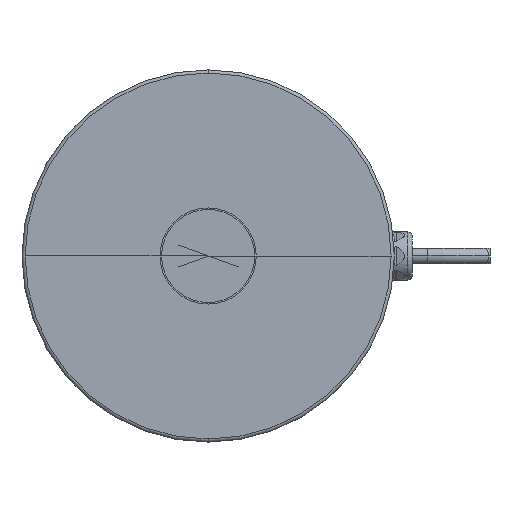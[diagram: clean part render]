
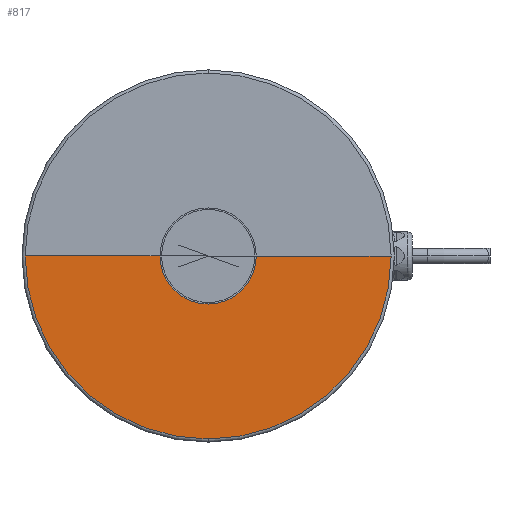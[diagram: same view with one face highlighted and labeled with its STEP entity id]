
A CAD part, front view. The second image highlights one B-rep face of the part: STEP entity #817.
In plain terms, the highlighted conical face has half-angle 89.999 degrees and reference radius 37.242 mm.
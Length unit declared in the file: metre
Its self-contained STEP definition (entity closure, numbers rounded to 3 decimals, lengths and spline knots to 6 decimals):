
#817=ADVANCED_FACE('20:566',(#1544),#1545,.F.);
#1544=FACE_OUTER_BOUND('',#2671,.T.);
#1545=CONICAL_SURFACE('',#2672,0.037242,1.571);
#2671=EDGE_LOOP('',(#7881,#7882,#7883,#7884,#7885));
#2672=AXIS2_PLACEMENT_3D('',#7886,#7887,#7888);
#7881=ORIENTED_EDGE('',*,*,#10333,.F.);
#7882=ORIENTED_EDGE('',*,*,#10334,.F.);
#7883=ORIENTED_EDGE('',*,*,#10330,.F.);
#7884=ORIENTED_EDGE('',*,*,#10335,.F.);
#7885=ORIENTED_EDGE('',*,*,#10336,.T.);
#7886=CARTESIAN_POINT('',(0.0,0.004,0.0));
#7887=DIRECTION('',(-0.0,-1.0,0.0));
#7888=DIRECTION('',(-1.0,0.0,0.0));
#10330=EDGE_CURVE('20:1687',#13342,#13344,#13345,.T.);
#10333=EDGE_CURVE('',#13348,#13349,#13350,.T.);
#10334=EDGE_CURVE('20:1687',#13344,#13348,#13351,.T.);
#10335=EDGE_CURVE('',#13352,#13342,#13353,.T.);
#10336=EDGE_CURVE('20:1684',#13352,#13349,#13354,.T.);
#13342=VERTEX_POINT('',#15285);
#13344=VERTEX_POINT('',#15287);
#13345=CIRCLE('',#15288,0.058984);
#13348=VERTEX_POINT('',#15291);
#13349=VERTEX_POINT('',#15292);
#13350=LINE('',#15293,#15294);
#13351=CIRCLE('',#15295,0.058984);
#13352=VERTEX_POINT('',#15296);
#13353=LINE('',#15297,#15298);
#13354=CIRCLE('',#15299,0.015499);
#15285=CARTESIAN_POINT('',(0.058984,0.004,0.));
#15287=CARTESIAN_POINT('',(0.,0.004,-0.058984));
#15288=AXIS2_PLACEMENT_3D('',#19708,#19709,#19710);
#15291=CARTESIAN_POINT('',(-0.058984,0.004,0.));
#15292=CARTESIAN_POINT('',(-0.015499,0.004001,0.));
#15293=CARTESIAN_POINT('',(-0.037242,0.004,0.));
#15294=VECTOR('',#19717,1.0);
#15295=AXIS2_PLACEMENT_3D('',#19718,#19719,#19720);
#15296=CARTESIAN_POINT('',(0.015499,0.004001,0.));
#15297=CARTESIAN_POINT('',(0.037242,0.004,0.));
#15298=VECTOR('',#19721,1.0);
#15299=AXIS2_PLACEMENT_3D('',#19722,#19723,#19724);
#19708=CARTESIAN_POINT('',(0.0,0.004,0.0));
#19709=DIRECTION('',(-0.0,1.0,0.0));
#19710=DIRECTION('',(1.0,0.0,0.0));
#19717=DIRECTION('',(1.,0.,0.));
#19718=CARTESIAN_POINT('',(0.0,0.004,0.0));
#19719=DIRECTION('',(-0.0,1.0,0.0));
#19720=DIRECTION('',(1.0,0.0,0.0));
#19721=DIRECTION('',(1.,0.,0.));
#19722=CARTESIAN_POINT('',(0.0,0.004001,0.0));
#19723=DIRECTION('',(-0.0,1.0,0.0));
#19724=DIRECTION('',(1.0,0.0,0.0));
